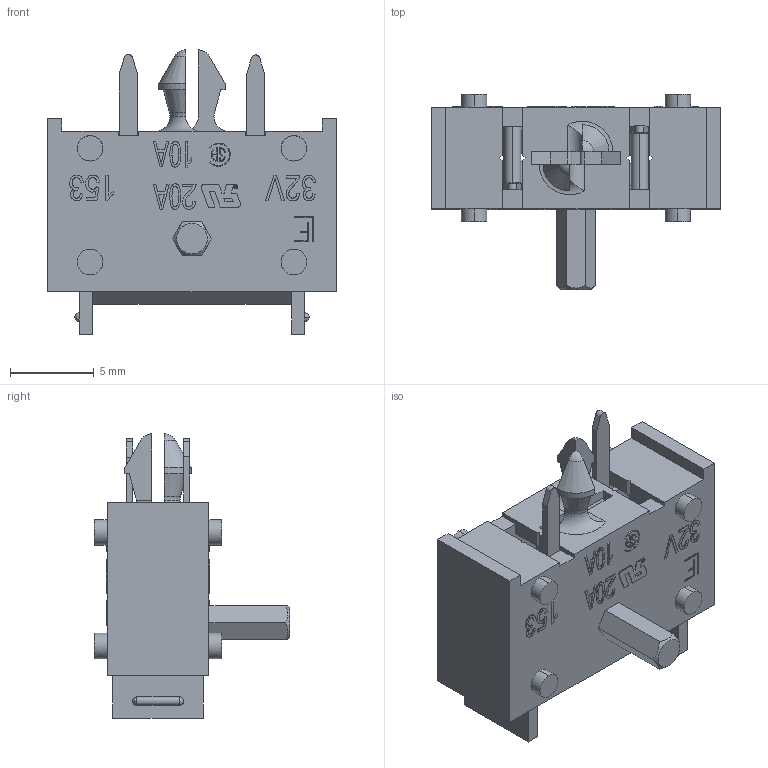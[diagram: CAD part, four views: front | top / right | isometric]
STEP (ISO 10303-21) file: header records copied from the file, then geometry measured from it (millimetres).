
FILE_DESCRIPTION (( 'STEP AP203' ), '1' );
FILE_NAME ('OL-01530009Z.STEP', '2022-02-15T15:28:08', ( '' ), ( '' ), 'SwSTEP 2.0', 'SolidWorks 2021', '' );
FILE_SCHEMA (( 'CONFIG_CONTROL_DESIGN' ));
Length unit declared in the file: millimetre
Products named in the file (1): OL-01530009Z
Bounding box: 17.27 x 11.68 x 17.02 mm (x, y, z)
Volume: 793 mm3; surface area: 1799.8 mm2
Topology: 1 solids, 3 shells, 963 faces, 2672 edges, 1764 vertices
Faces by surface type: plane 713, cylinder 120, bspline 110, cone 14, torus 4, sphere 2
Entity records: 37652 total; most frequent: CARTESIAN_POINT 13767, ORIENTED_EDGE 5332, DIRECTION 4232, EDGE_CURVE 2666, VECTOR 2064, LINE 2064, VERTEX_POINT 1764, AXIS2_PLACEMENT_3D 1084
